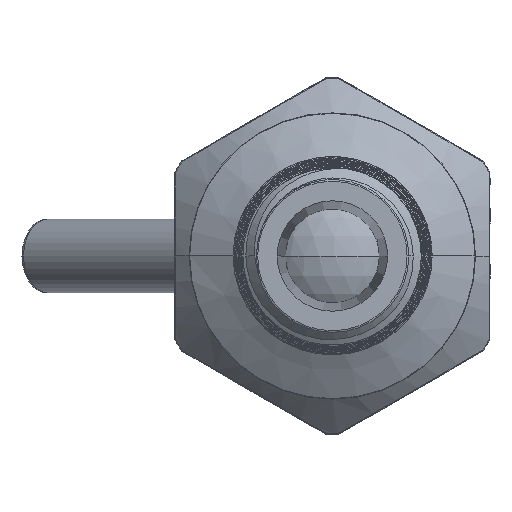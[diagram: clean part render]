
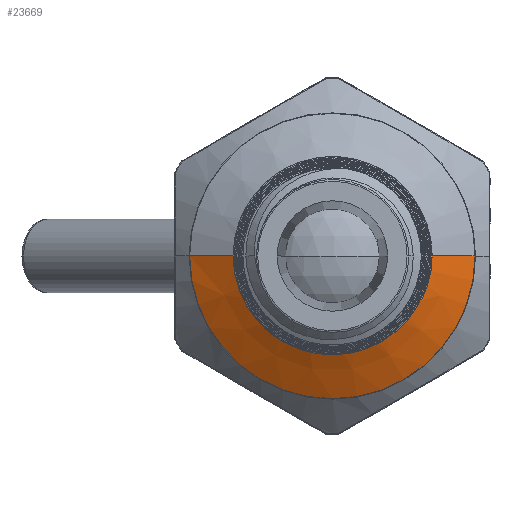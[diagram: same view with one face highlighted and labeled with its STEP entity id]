
A CAD part, front view. The second image highlights one B-rep face of the part: STEP entity #23669.
In plain terms, the highlighted conical face has half-angle 60 degrees and reference radius 7.665 mm.
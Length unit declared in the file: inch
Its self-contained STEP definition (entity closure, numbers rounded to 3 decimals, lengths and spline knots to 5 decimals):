
#807 = FACE_OUTER_BOUND ( 'NONE', #20456, .T. ) ;
#813 = CONICAL_SURFACE ( 'NONE', #7236, 0.30175, 1.047 ) ;
#4792 = VERTEX_POINT ( 'NONE', #20168 ) ;
#4822 = VERTEX_POINT ( 'NONE', #20106 ) ;
#4823 = VERTEX_POINT ( 'NONE', #20105 ) ;
#6356 = AXIS2_PLACEMENT_3D ( 'NONE', #14737, #14738, #14739 ) ;
#6357 = AXIS2_PLACEMENT_3D ( 'NONE', #14773, #14774, #13663 ) ;
#7236 = AXIS2_PLACEMENT_3D ( 'NONE', #24507, #24503, #24505 ) ;
#7776 = EDGE_CURVE ( 'NONE', #4792, #4822, #21855, .T. ) ;
#7874 = EDGE_CURVE ( 'NONE', #17226, #17224, #22427, .T. ) ;
#7875 = EDGE_CURVE ( 'NONE', #17274, #17225, #22428, .T. ) ;
#13663 = DIRECTION ( 'NONE',  ( -1., 0., 0. ) ) ;
#14529 = CARTESIAN_POINT ( 'NONE',  ( -0.30121, -0.32841, 0. ) ) ;
#14530 = CARTESIAN_POINT ( 'NONE',  ( 0.30119, -0.32841, 0. ) ) ;
#14531 = CARTESIAN_POINT ( 'NONE',  ( -0.19501, -0.38972, 0. ) ) ;
#14579 = CARTESIAN_POINT ( 'NONE',  ( 0.21047, -0.38078, 0. ) ) ;
#14731 = CARTESIAN_POINT ( 'NONE',  ( 0.08269, -0.39583, -0.16484 ) ) ;
#14735 = CARTESIAN_POINT ( 'NONE',  ( -0.19501, -0.38972, 0. ) ) ;
#14736 = CARTESIAN_POINT ( 'NONE',  ( -0.1948, -0.38984, -0.00805 ) ) ;
#14737 = CARTESIAN_POINT ( 'NONE',  ( -0.00001, -0.32841, 0. ) ) ;
#14738 = DIRECTION ( 'NONE',  ( 0., -1., 0. ) ) ;
#14739 = DIRECTION ( 'NONE',  ( 1., 0., 0. ) ) ;
#14740 = CARTESIAN_POINT ( 'NONE',  ( 0.10057, -0.39586, -0.15581 ) ) ;
#14741 = CARTESIAN_POINT ( 'NONE',  ( -0.19407, -0.38997, -0.01618 ) ) ;
#14742 = CARTESIAN_POINT ( 'NONE',  ( -0.19165, -0.39022, -0.0321 ) ) ;
#14743 = CARTESIAN_POINT ( 'NONE',  ( -0.18995, -0.39034, -0.03993 ) ) ;
#14744 = CARTESIAN_POINT ( 'NONE',  ( -0.1856, -0.39059, -0.05533 ) ) ;
#14745 = CARTESIAN_POINT ( 'NONE',  ( -0.18294, -0.39071, -0.06291 ) ) ;
#14746 = CARTESIAN_POINT ( 'NONE',  ( -0.17665, -0.39096, -0.0778 ) ) ;
#14747 = CARTESIAN_POINT ( 'NONE',  ( -0.17302, -0.39109, -0.08508 ) ) ;
#14748 = CARTESIAN_POINT ( 'NONE',  ( -0.16093, -0.39146, -0.10591 ) ) ;
#14749 = CARTESIAN_POINT ( 'NONE',  ( -0.15121, -0.39171, -0.1187 ) ) ;
#14750 = CARTESIAN_POINT ( 'NONE',  ( -0.12846, -0.39222, -0.14184 ) ) ;
#14751 = CARTESIAN_POINT ( 'NONE',  ( -0.11586, -0.39248, -0.15173 ) ) ;
#14752 = CARTESIAN_POINT ( 'NONE',  ( -0.09519, -0.39286, -0.16414 ) ) ;
#14753 = CARTESIAN_POINT ( 'NONE',  ( -0.08794, -0.39298, -0.16789 ) ) ;
#14754 = CARTESIAN_POINT ( 'NONE',  ( -0.07316, -0.39324, -0.17435 ) ) ;
#14755 = CARTESIAN_POINT ( 'NONE',  ( -0.05808, -0.3935, -0.17982 ) ) ;
#14756 = CARTESIAN_POINT ( 'NONE',  ( -0.04242, -0.39375, -0.18335 ) ) ;
#14757 = CARTESIAN_POINT ( 'NONE',  ( -0.02647, -0.39401, -0.18587 ) ) ;
#14758 = CARTESIAN_POINT ( 'NONE',  ( -0.01835, -0.39414, -0.18662 ) ) ;
#14759 = CARTESIAN_POINT ( 'NONE',  ( 0.00573, -0.39453, -0.18728 ) ) ;
#14760 = CARTESIAN_POINT ( 'NONE',  ( 0.02173, -0.39478, -0.18567 ) ) ;
#14761 = CARTESIAN_POINT ( 'NONE',  ( 0.05332, -0.39531, -0.17823 ) ) ;
#14762 = CARTESIAN_POINT ( 'NONE',  ( 0.06838, -0.39556, -0.17253 ) ) ;
#14763 = CARTESIAN_POINT ( 'NONE',  ( 0.08269, -0.39583, -0.16484 ) ) ;
#14765 = CARTESIAN_POINT ( 'NONE',  ( 0.11696, -0.39588, -0.14384 ) ) ;
#14766 = CARTESIAN_POINT ( 'NONE',  ( 0.13781, -0.39592, -0.12272 ) ) ;
#14767 = CARTESIAN_POINT ( 'NONE',  ( 0.14418, -0.39593, -0.11514 ) ) ;
#14768 = CARTESIAN_POINT ( 'NONE',  ( 0.15573, -0.39595, -0.09887 ) ) ;
#14769 = CARTESIAN_POINT ( 'NONE',  ( 0.16086, -0.39597, -0.09024 ) ) ;
#14770 = CARTESIAN_POINT ( 'NONE',  ( 0.16526, -0.39598, -0.08125 ) ) ;
#14773 = CARTESIAN_POINT ( 'NONE',  ( -0.00001, -0.38078, 0. ) ) ;
#14774 = DIRECTION ( 'NONE',  ( 0., 1., 0. ) ) ;
#17224 = VERTEX_POINT ( 'NONE', #14529 ) ;
#17225 = VERTEX_POINT ( 'NONE', #14530 ) ;
#17226 = VERTEX_POINT ( 'NONE', #14531 ) ;
#17274 = VERTEX_POINT ( 'NONE', #14579 ) ;
#17343 = ORIENTED_EDGE ( 'NONE', *, *, #7875, .F. ) ;
#17344 = ORIENTED_EDGE ( 'NONE', *, *, #18077, .T. ) ;
#17345 = ORIENTED_EDGE ( 'NONE', *, *, #7776, .F. ) ;
#17346 = ORIENTED_EDGE ( 'NONE', *, *, #18076, .F. ) ;
#17347 = ORIENTED_EDGE ( 'NONE', *, *, #18075, .F. ) ;
#17348 = ORIENTED_EDGE ( 'NONE', *, *, #7874, .T. ) ;
#17349 = ORIENTED_EDGE ( 'NONE', *, *, #18074, .T. ) ;
#17695 = CIRCLE ( 'NONE', #6356, 0.3012 ) ;
#17704 = CIRCLE ( 'NONE', #6357, 0.21048 ) ;
#18074 = EDGE_CURVE ( 'NONE', #17224, #17225, #17695, .T. ) ;
#18075 = EDGE_CURVE ( 'NONE', #17226, #4823, #20280, .T. ) ;
#18076 = EDGE_CURVE ( 'NONE', #4823, #4792, #20247, .T. ) ;
#18077 = EDGE_CURVE ( 'NONE', #17274, #4822, #17704, .T. ) ;
#20105 = CARTESIAN_POINT ( 'NONE',  ( 0.08269, -0.39583, -0.16484 ) ) ;
#20106 = CARTESIAN_POINT ( 'NONE',  ( 0.18888, -0.38078, -0.09285 ) ) ;
#20168 = CARTESIAN_POINT ( 'NONE',  ( 0.16526, -0.39598, -0.08125 ) ) ;
#20247 = B_SPLINE_CURVE_WITH_KNOTS ( 'NONE', 3,
 ( #14731, #14740, #14765, #14766, #14767, #14768, #14769, #14770 ),
 .UNSPECIFIED., .F., .F.,
 ( 4, 2, 2, 4 ),
 ( 0., 0.00153, 0.00229, 0.00305 ),
 .UNSPECIFIED. ) ;
#20280 = B_SPLINE_CURVE_WITH_KNOTS ( 'NONE', 3,
 ( #14735, #14736, #14741, #14742, #14743, #14744, #14745, #14746, #14747, #14748, #14749, #14750, #14751, #14752, #14753, #14754, #14755, #14756, #14757, #14758, #14759, #14760, #14761, #14762, #14763 ),
 .UNSPECIFIED., .F., .F.,
 ( 4, 2, 2, 2, 2, 2, 2, 2, 1, 2, 2, 2, 4 ),
 ( 0.01865, 0.01926, 0.01987, 0.02048, 0.02109, 0.02232, 0.02354, 0.02415, 0.02476, 0.02537, 0.02599, 0.02721, 0.02843 ),
 .UNSPECIFIED. ) ;
#20456 = EDGE_LOOP ( 'NONE', ( #17343, #17344, #17345, #17346, #17347, #17348, #17349 ) ) ;
#21554 = CARTESIAN_POINT ( 'NONE',  ( 0.18888, -0.38078, -0.09285 ) ) ;
#21555 = CARTESIAN_POINT ( 'NONE',  ( 0.18545, -0.383, -0.09116 ) ) ;
#21556 = CARTESIAN_POINT ( 'NONE',  ( 0.18201, -0.38521, -0.08947 ) ) ;
#21557 = CARTESIAN_POINT ( 'NONE',  ( 0.17857, -0.38742, -0.08779 ) ) ;
#21558 = CARTESIAN_POINT ( 'NONE',  ( 0.17635, -0.38885, -0.0867 ) ) ;
#21559 = CARTESIAN_POINT ( 'NONE',  ( 0.17413, -0.39027, -0.08561 ) ) ;
#21560 = CARTESIAN_POINT ( 'NONE',  ( 0.17191, -0.3917, -0.08452 ) ) ;
#21561 = CARTESIAN_POINT ( 'NONE',  ( 0.1697, -0.39313, -0.08343 ) ) ;
#21568 = CARTESIAN_POINT ( 'NONE',  ( 0.16748, -0.39455, -0.08234 ) ) ;
#21576 = CARTESIAN_POINT ( 'NONE',  ( 0.16526, -0.39598, -0.08125 ) ) ;
#21855 = B_SPLINE_CURVE_WITH_KNOTS ( 'NONE', 3,
 ( #21576, #21568, #21561, #21560, #21559, #21558, #21557, #21556, #21555, #21554 ),
 .UNSPECIFIED., .F., .F.,
 ( 4, 3, 3, 4 ),
 ( 0., 0.00022, 0.00044, 0.00077 ),
 .UNSPECIFIED. ) ;
#22426 = VECTOR ( 'NONE', #26462, 39.37008 ) ;
#22427 = LINE ( 'NONE', #26497, #22426 ) ;
#22428 = LINE ( 'NONE', #26496, #22430 ) ;
#22430 = VECTOR ( 'NONE', #26461, 39.37008 ) ;
#23669 = ADVANCED_FACE ( 'NONE', ( #807 ), #813, .T. ) ;
#24503 = DIRECTION ( 'NONE',  ( 0., 1., 0. ) ) ;
#24505 = DIRECTION ( 'NONE',  ( -1., 0., 0. ) ) ;
#24507 = CARTESIAN_POINT ( 'NONE',  ( -0.00001, -0.32809, 0. ) ) ;
#26461 = DIRECTION ( 'NONE',  ( 0.866, 0.5, 0. ) ) ;
#26462 = DIRECTION ( 'NONE',  ( -0.866, 0.5, 0. ) ) ;
#26496 = CARTESIAN_POINT ( 'NONE',  ( 0.30175, -0.32809, 0. ) ) ;
#26497 = CARTESIAN_POINT ( 'NONE',  ( -0.30176, -0.32809, 0. ) ) ;
